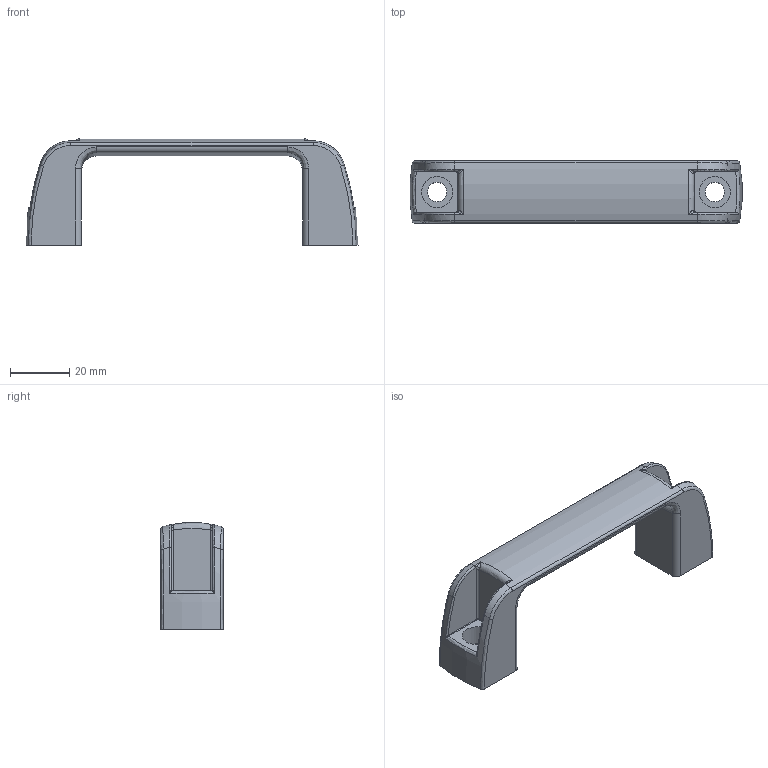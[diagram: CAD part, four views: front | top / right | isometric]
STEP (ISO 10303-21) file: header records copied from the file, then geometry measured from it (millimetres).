
FILE_DESCRIPTION( ( 'Unknown' ), '1' );
FILE_NAME( '6393005_MF_AT_93.5.stp', 'Unknown', ( 'Unknown' ), ( 'Unknown' ), 'PSStep 14.0', 'Unknown', ' ' );
FILE_SCHEMA( ( 'AUTOMOTIVE_DESIGN { 1 0 10303 214 1 1 1 1 }' ) );
Length unit declared in the file: millimetre
Products named in the file (1): 1
Bounding box: 111.81 x 21 x 35.91 mm (x, y, z)
Volume: 20039.6 mm3; surface area: 12499.7 mm2
Topology: 1 solids, 1 shells, 140 faces, 350 edges, 210 vertices
Faces by surface type: cylinder 48, bspline 42, plane 40, torus 10
Full cylindrical faces by diameter (mm): 6.5 x2, 10.5 x2
Entity records: 11036 total; most frequent: CARTESIAN_POINT 6875, ORIENTED_EDGE 672, DIRECTION 572, EDGE_CURVE 336, AXIS2_PLACEMENT_3D 221, VERTEX_POINT 208, EDGE_LOOP 154, FACE_OUTER_BOUND 144
